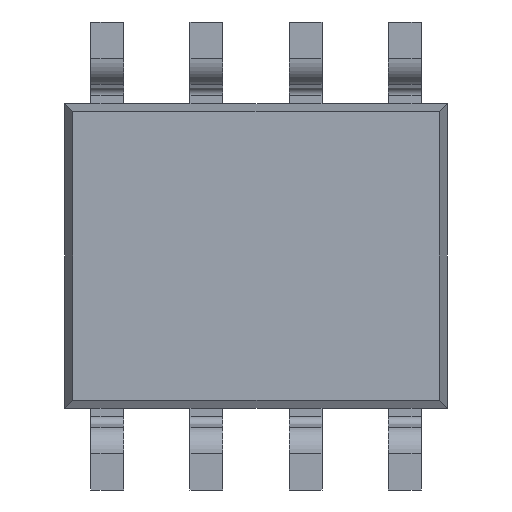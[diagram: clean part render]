
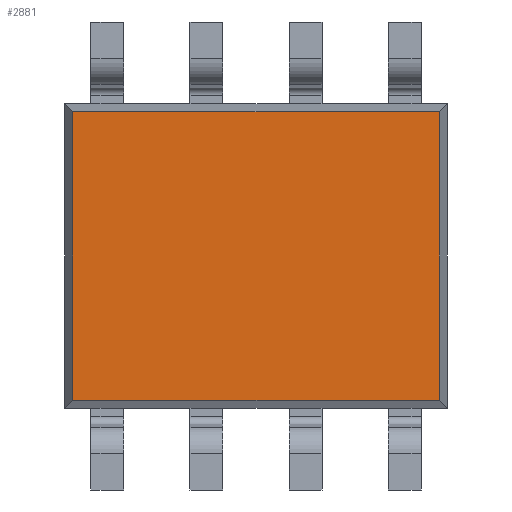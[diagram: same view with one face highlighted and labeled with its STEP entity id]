
A CAD part, front view. The second image highlights one B-rep face of the part: STEP entity #2881.
In plain terms, the highlighted planar face has unit normal (0, -1, 0).
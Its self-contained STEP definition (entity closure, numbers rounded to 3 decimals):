
#429 = DIRECTION ( 'NONE',  ( -1., 0., 0. ) ) ;
#430 = VECTOR ( 'NONE', #429, 1000. ) ;
#431 = CARTESIAN_POINT ( 'NONE',  ( 1.815, -0.72, 1.846 ) ) ;
#432 = LINE ( 'NONE', #431, #430 ) ;
#437 = CARTESIAN_POINT ( 'NONE',  ( 1.711, -0.72, 1.846 ) ) ;
#438 = CARTESIAN_POINT ( 'NONE',  ( -2.981, -0.72, 1.846 ) ) ;
#482 = FACE_OUTER_BOUND ( 'NONE', #2644, .T. ) ;
#520 = DIRECTION ( 'NONE',  ( 0., 0., 1. ) ) ;
#521 = VECTOR ( 'NONE', #520, 1000. ) ;
#522 = CARTESIAN_POINT ( 'NONE',  ( 1.711, -0.72, -1.95 ) ) ;
#524 = LINE ( 'NONE', #522, #521 ) ;
#529 = DIRECTION ( 'NONE',  ( 0., 0., -1. ) ) ;
#530 = DIRECTION ( 'NONE',  ( 0., -1., 0. ) ) ;
#531 = CARTESIAN_POINT ( 'NONE',  ( -3.085, -0.72, 1.95 ) ) ;
#532 = AXIS2_PLACEMENT_3D ( 'NONE', #531, #530, #529 ) ;
#533 = PLANE ( 'NONE',  #532 ) ;
#562 = DIRECTION ( 'NONE',  ( 0., 0., -1. ) ) ;
#563 = VECTOR ( 'NONE', #562, 1000. ) ;
#564 = CARTESIAN_POINT ( 'NONE',  ( -2.981, -0.72, 1.95 ) ) ;
#565 = LINE ( 'NONE', #564, #563 ) ;
#576 = DIRECTION ( 'NONE',  ( 1., 0., 0. ) ) ;
#577 = VECTOR ( 'NONE', #576, 1000. ) ;
#578 = CARTESIAN_POINT ( 'NONE',  ( -3.085, -0.72, -1.846 ) ) ;
#579 = LINE ( 'NONE', #578, #577 ) ;
#637 = CARTESIAN_POINT ( 'NONE',  ( -2.981, -0.72, -1.846 ) ) ;
#2566 = VERTEX_POINT ( 'NONE', #3823 ) ;
#2644 = EDGE_LOOP ( 'NONE', ( #2882, #2883, #2884, #2645 ) ) ;
#2645 = ORIENTED_EDGE ( 'NONE', *, *, #2889, .T. ) ;
#2826 = VERTEX_POINT ( 'NONE', #438 ) ;
#2827 = VERTEX_POINT ( 'NONE', #437 ) ;
#2831 = EDGE_CURVE ( 'NONE', #2827, #2826, #432, .T. ) ;
#2881 = ADVANCED_FACE ( 'NONE', ( #482 ), #533, .T. ) ;
#2882 = ORIENTED_EDGE ( 'NONE', *, *, #2831, .T. ) ;
#2883 = ORIENTED_EDGE ( 'NONE', *, *, #2914, .T. ) ;
#2884 = ORIENTED_EDGE ( 'NONE', *, *, #2905, .T. ) ;
#2889 = EDGE_CURVE ( 'NONE', #2566, #2827, #524, .T. ) ;
#2905 = EDGE_CURVE ( 'NONE', #2926, #2566, #579, .T. ) ;
#2914 = EDGE_CURVE ( 'NONE', #2826, #2926, #565, .T. ) ;
#2926 = VERTEX_POINT ( 'NONE', #637 ) ;
#3823 = CARTESIAN_POINT ( 'NONE',  ( 1.711, -0.72, -1.846 ) ) ;
